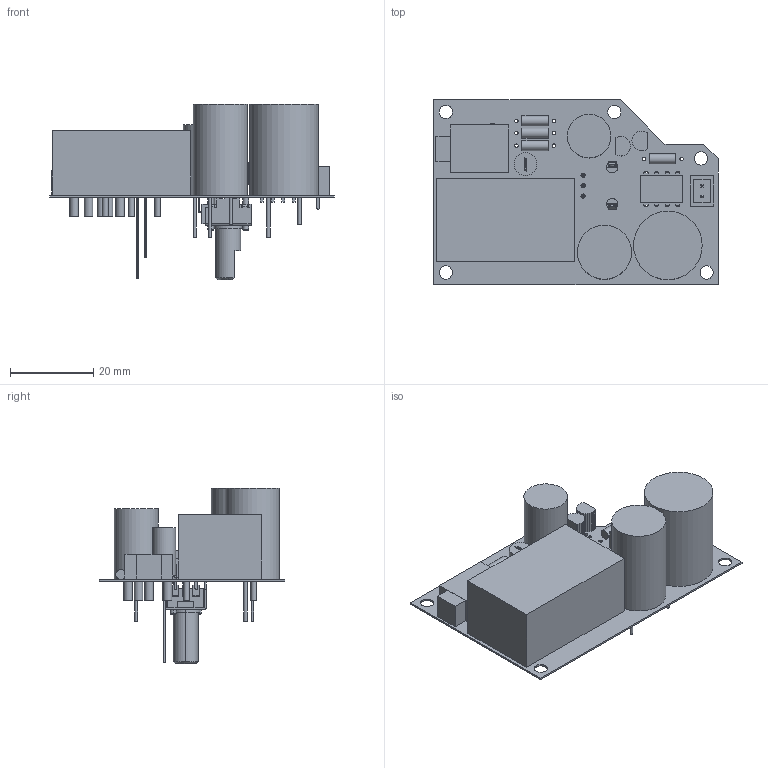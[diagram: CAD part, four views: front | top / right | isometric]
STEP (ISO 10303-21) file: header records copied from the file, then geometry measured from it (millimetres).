
FILE_DESCRIPTION(('Open CASCADE Model'),'2;1');
FILE_NAME('Open CASCADE Shape Model','2023-11-27T19:04:17',('Author'),( 'Open CASCADE'),'Open CASCADE STEP processor 7.5','Open CASCADE 7.5' ,'Unknown');
FILE_SCHEMA(('AUTOMOTIVE_DESIGN { 1 0 10303 214 1 1 1 1 }'));
Length unit declared in the file: millimetre
Products named in the file (59): PCB; Board; Open CASCADE STEP translator 7.5 1.1.1; VR1; 6193982496; Open CASCADE STEP translator 6.8 1; Open CASCADE STEP translator 6.8 1_2; T2; 6188199952; Extruded; T1; 6188199872; R4; 6188199712; Cylinder; R3; R2; 6889457952; R1; PC1; 6193982976; Body; LeadsArray; J2; 6038259952; Leads; J1; 6038260592; IC1; 6162262928; 6162264768; 6162264928; 6162270768; C4; 6038258672; SimpleBody; Pin1; Pin2; C3; 6193983216 ...
Assembly tree (90 placements, depth 4):
  PCB
    Board
      Open CASCADE STEP translator 7.5 1.1.1
    VR1
      6193982496
        Open CASCADE STEP translator 6.8 1
        Open CASCADE STEP translator 6.8 1_2
    T2
      6188199952
        Extruded
    T1
      6188199872
        Extruded
    R4
      6188199712
        Cylinder
    R3
      6188199712
        Cylinder
    R2
      6889457952
        Cylinder
    R1
      6889457952
        Cylinder
    PC1
      6193982976
        Body
        LeadsArray
    J2
      6038259952
        Body
        Leads  x5
    J1
      6038260592
        Body
        Leads  x6
    IC1
      6162262928
        Extruded
      6162264768  x8
        Extruded
      6162264928  x8
        Extruded
      6162270768  x8
        Extruded
    C4
      6038258672
        SimpleBody
        Pin1
        Pin2
    C3
      6193983216
        SimpleBody
        Pin1
        Pin2
    C2
      6193983616
        SimpleBody
        Pin1
Bounding box: 68.45 x 44.55 x 42.29 mm (x, y, z)
Volume: 24169.9 mm3; surface area: 17832.6 mm2
Topology: 114 solids, 116 shells, 870 faces, 1821 edges, 1206 vertices
Faces by surface type: plane 655, cylinder 200, bspline 8, torus 4, cone 3
Full cylindrical faces by diameter (mm): 0.6 x2, 0.65 x2, 0.7 x2, 0.8 x8, 0.85 x12, 0.9 x8, 1 x3, 1.05 x2, 1.1 x2, 1.4 x36, 1.6 x6, 2.036 x25, 2.236 x5, 2.4 x4, 2.69 x2, 3.2 x5, 10.5 x1, 13 x1, 16.5 x1
Entity records: 19489 total; most frequent: CARTESIAN_POINT 3251, DIRECTION 3054, ORIENTED_EDGE 2826, EDGE_CURVE 1413, LINE 1078, VECTOR 1078, AXIS2_PLACEMENT_3D 988, VERTEX_POINT 934
